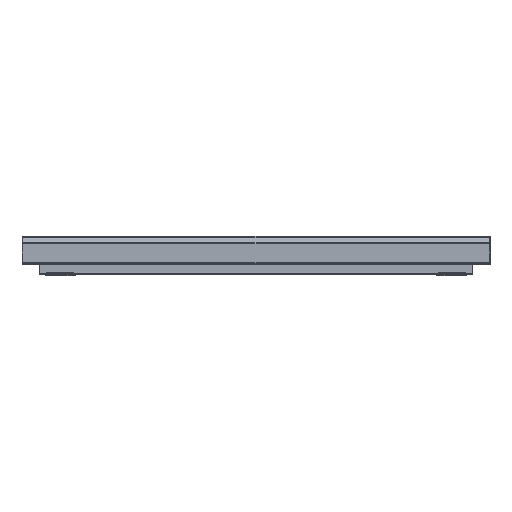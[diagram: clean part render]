
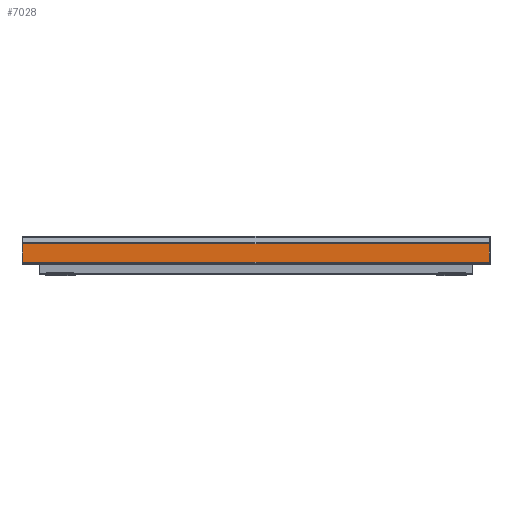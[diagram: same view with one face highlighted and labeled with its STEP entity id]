
A CAD part, top view. The second image highlights one B-rep face of the part: STEP entity #7028.
In plain terms, the highlighted planar face has unit normal (0, 0, 1).
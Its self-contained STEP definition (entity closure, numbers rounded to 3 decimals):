
#104 = LINE ( 'NONE', #4957, #3241 ) ;
#834 = EDGE_CURVE ( 'NONE', #9450, #15617, #5576, .T. ) ;
#1397 = EDGE_CURVE ( 'NONE', #7362, #15617, #7930, .T. ) ;
#1652 = CARTESIAN_POINT ( 'NONE',  ( 627.5, -69.906, 393. ) ) ;
#1947 = CARTESIAN_POINT ( 'NONE',  ( -627.5, -19.054, 393. ) ) ;
#3002 = CARTESIAN_POINT ( 'NONE',  ( -627.5, -69.906, 393. ) ) ;
#3058 = CARTESIAN_POINT ( 'NONE',  ( 627.5, -19.054, 393. ) ) ;
#3123 = DIRECTION ( 'NONE',  ( 0., -1., 0. ) ) ;
#3186 = VECTOR ( 'NONE', #3123, 1000. ) ;
#3241 = VECTOR ( 'NONE', #11882, 1000. ) ;
#3258 = ORIENTED_EDGE ( 'NONE', *, *, #1397, .T. ) ;
#3339 = EDGE_CURVE ( 'NONE', #6727, #9450, #104, .T. ) ;
#4957 = CARTESIAN_POINT ( 'NONE',  ( -627.5, -19.054, 393. ) ) ;
#5330 = CARTESIAN_POINT ( 'NONE',  ( -627.5, -19.054, 393. ) ) ;
#5439 = VECTOR ( 'NONE', #10441, 1000. ) ;
#5576 = LINE ( 'NONE', #13266, #5439 ) ;
#5689 = VECTOR ( 'NONE', #12606, 1000. ) ;
#6727 = VERTEX_POINT ( 'NONE', #5330 ) ;
#7028 = ADVANCED_FACE ( 'NONE', ( #14135 ), #7973, .T. ) ;
#7362 = VERTEX_POINT ( 'NONE', #3002 ) ;
#7819 = ORIENTED_EDGE ( 'NONE', *, *, #834, .F. ) ;
#7930 = LINE ( 'NONE', #9213, #5689 ) ;
#7973 = PLANE ( 'NONE',  #8102 ) ;
#8102 = AXIS2_PLACEMENT_3D ( 'NONE', #11774, #11689, #12649 ) ;
#8495 = ORIENTED_EDGE ( 'NONE', *, *, #14734, .T. ) ;
#9213 = CARTESIAN_POINT ( 'NONE',  ( -627.5, -69.906, 393. ) ) ;
#9450 = VERTEX_POINT ( 'NONE', #3058 ) ;
#10441 = DIRECTION ( 'NONE',  ( 0., -1., 0. ) ) ;
#11640 = LINE ( 'NONE', #1947, #3186 ) ;
#11689 = DIRECTION ( 'NONE',  ( 0., 0., 1. ) ) ;
#11774 = CARTESIAN_POINT ( 'NONE',  ( -627.5, -19.054, 393. ) ) ;
#11882 = DIRECTION ( 'NONE',  ( 1., 0., 0. ) ) ;
#12413 = EDGE_LOOP ( 'NONE', ( #3258, #7819, #12656, #8495 ) ) ;
#12606 = DIRECTION ( 'NONE',  ( 1., 0., 0. ) ) ;
#12649 = DIRECTION ( 'NONE',  ( 0., -1., 0. ) ) ;
#12656 = ORIENTED_EDGE ( 'NONE', *, *, #3339, .F. ) ;
#13266 = CARTESIAN_POINT ( 'NONE',  ( 627.5, -19.054, 393. ) ) ;
#14135 = FACE_OUTER_BOUND ( 'NONE', #12413, .T. ) ;
#14734 = EDGE_CURVE ( 'NONE', #6727, #7362, #11640, .T. ) ;
#15617 = VERTEX_POINT ( 'NONE', #1652 ) ;
